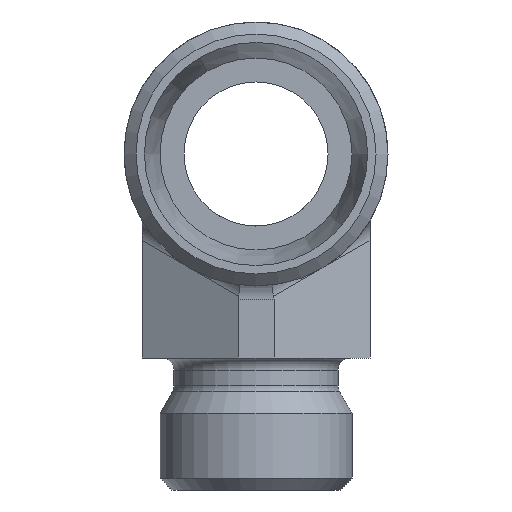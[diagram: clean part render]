
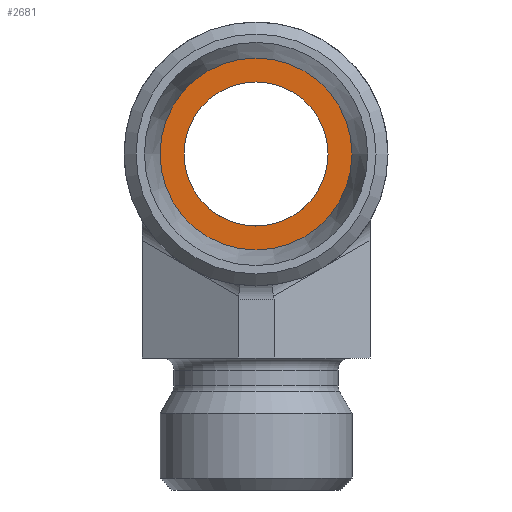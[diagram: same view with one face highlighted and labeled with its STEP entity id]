
A CAD part, front view. The second image highlights one B-rep face of the part: STEP entity #2681.
In plain terms, the highlighted planar face has unit normal (0, -1, 0).
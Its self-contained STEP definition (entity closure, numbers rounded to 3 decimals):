
#2090=CARTESIAN_POINT('',(-24.985,-10.456,19.0));
#2091=VERTEX_POINT('',#2090);
#2092=CARTESIAN_POINT('',(-18.985,-10.456,19.0));
#2093=DIRECTION('',(0.0,-1.0,0.0));
#2094=DIRECTION('',(1.0,0.0,0.0));
#2095=AXIS2_PLACEMENT_3D('',#2092,#2093,#2094);
#2096=CIRCLE('',#2095,6.);
#2097=EDGE_CURVE('',#2091,#2091,#2096,.T.);
#2662=CARTESIAN_POINT('',(-18.985,-10.456,19.0));
#2663=DIRECTION('',(0.0,-1.0,0.0));
#2664=DIRECTION('',(1.0,0.0,0.0));
#2665=AXIS2_PLACEMENT_3D('',#2662,#2663,#2664);
#2666=PLANE('',#2665);
#2667=CARTESIAN_POINT('',(-10.985,-10.456,19.0));
#2668=VERTEX_POINT('',#2667);
#2669=CARTESIAN_POINT('',(-18.985,-10.456,19.0));
#2670=DIRECTION('',(0.0,-1.0,0.0));
#2671=DIRECTION('',(1.0,0.0,0.0));
#2672=AXIS2_PLACEMENT_3D('',#2669,#2670,#2671);
#2673=CIRCLE('',#2672,8.0);
#2674=EDGE_CURVE('',#2668,#2668,#2673,.T.);
#2675=ORIENTED_EDGE('',*,*,#2674,.T.);
#2676=EDGE_LOOP('',(#2675));
#2677=FACE_OUTER_BOUND('',#2676,.T.);
#2678=ORIENTED_EDGE('',*,*,#2097,.F.);
#2679=EDGE_LOOP('',(#2678));
#2680=FACE_BOUND('',#2679,.T.);
#2681=ADVANCED_FACE('',(#2677,#2680),#2666,.T.);
